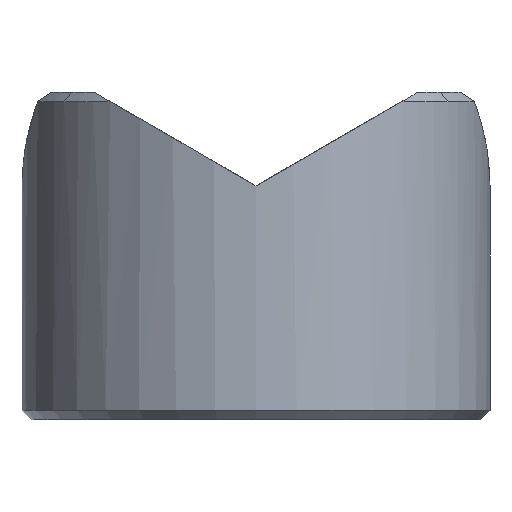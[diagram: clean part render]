
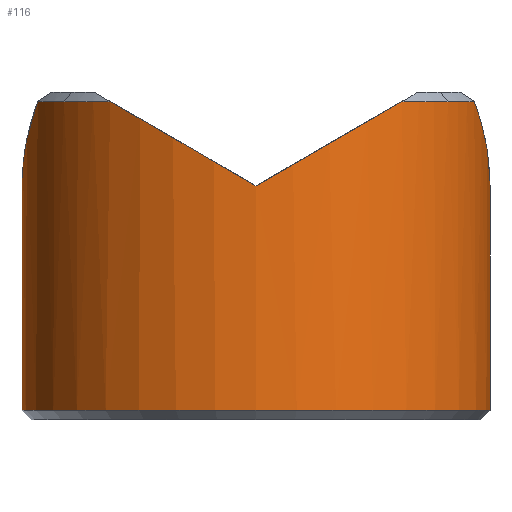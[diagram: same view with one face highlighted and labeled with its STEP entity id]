
A CAD part, front view. The second image highlights one B-rep face of the part: STEP entity #116.
In plain terms, the highlighted cylindrical face has radius 25 mm (diameter 50 mm), a partial arc.
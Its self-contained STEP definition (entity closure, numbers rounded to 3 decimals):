
#116=ADVANCED_FACE('',(#229),#230,.T.);
#229=FACE_OUTER_BOUND('',#336,.T.);
#230=CYLINDRICAL_SURFACE('',#337,25.0);
#336=EDGE_LOOP('',(#602,#603,#604,#605,#606,#607,#608,#609,#610,#611,#612));
#337=AXIS2_PLACEMENT_3D('',#613,#614,#615);
#602=ORIENTED_EDGE('',*,*,#714,.T.);
#603=ORIENTED_EDGE('',*,*,#694,.T.);
#604=ORIENTED_EDGE('',*,*,#709,.F.);
#605=ORIENTED_EDGE('',*,*,#741,.F.);
#606=ORIENTED_EDGE('',*,*,#672,.T.);
#607=ORIENTED_EDGE('',*,*,#659,.T.);
#608=ORIENTED_EDGE('',*,*,#748,.F.);
#609=ORIENTED_EDGE('',*,*,#763,.F.);
#610=ORIENTED_EDGE('',*,*,#764,.T.);
#611=ORIENTED_EDGE('',*,*,#715,.T.);
#612=ORIENTED_EDGE('',*,*,#756,.F.);
#613=CARTESIAN_POINT('',(0.0,0.0,0.0));
#614=DIRECTION('',(0.0,0.0,1.0));
#615=DIRECTION('',(1.0,0.0,0.0));
#659=EDGE_CURVE('',#783,#780,#784,.T.);
#672=EDGE_CURVE('',#797,#783,#804,.T.);
#694=EDGE_CURVE('',#842,#839,#843,.T.);
#709=EDGE_CURVE('',#864,#839,#866,.T.);
#714=EDGE_CURVE('',#827,#842,#871,.T.);
#715=EDGE_CURVE('',#872,#824,#873,.T.);
#741=EDGE_CURVE('',#797,#864,#906,.T.);
#748=EDGE_CURVE('',#913,#780,#915,.T.);
#756=EDGE_CURVE('',#827,#824,#925,.T.);
#763=EDGE_CURVE('',#932,#913,#933,.T.);
#764=EDGE_CURVE('',#932,#872,#934,.T.);
#780=VERTEX_POINT('',#952);
#783=VERTEX_POINT('',#955);
#784=ELLIPSE('',#956,28.868,25.0);
#797=VERTEX_POINT('',#972);
#804=ELLIPSE('',#981,28.868,25.0);
#824=VERTEX_POINT('',#1007);
#827=VERTEX_POINT('',#1011);
#839=VERTEX_POINT('',#1024);
#842=VERTEX_POINT('',#1029);
#843=ELLIPSE('',#1030,35.355,25.0);
#864=VERTEX_POINT('',#1056);
#866=CIRCLE('',#1059,25.0);
#871=LINE('',#1064,#1065);
#872=VERTEX_POINT('',#1066);
#873=LINE('',#1067,#1068);
#906=CIRCLE('',#1110,25.0);
#913=VERTEX_POINT('',#1118);
#915=CIRCLE('',#1121,25.0);
#925=CIRCLE('',#1132,25.0);
#932=VERTEX_POINT('',#1140);
#933=CIRCLE('',#1141,25.0);
#934=ELLIPSE('',#1142,35.355,25.0);
#952=CARTESIAN_POINT('',(-15.588,-19.545,34.0));
#955=CARTESIAN_POINT('',(0.0,-25.0,25.0));
#956=AXIS2_PLACEMENT_3D('',#1161,#1162,#1163);
#972=CARTESIAN_POINT('',(15.588,-19.545,34.0));
#981=AXIS2_PLACEMENT_3D('',#1184,#1185,#1186);
#1007=CARTESIAN_POINT('',(-25.0,0.,1.0));
#1011=CARTESIAN_POINT('',(25.0,0.,1.0));
#1024=CARTESIAN_POINT('',(23.324,-9.,34.0));
#1029=CARTESIAN_POINT('',(25.0,0.0,25.0));
#1030=AXIS2_PLACEMENT_3D('',#1218,#1219,#1220);
#1056=CARTESIAN_POINT('',(20.513,-14.29,34.0));
#1059=AXIS2_PLACEMENT_3D('',#1242,#1243,#1244);
#1064=CARTESIAN_POINT('',(25.0,0.,17.5));
#1065=VECTOR('',#1251,1.0);
#1066=CARTESIAN_POINT('',(-25.0,0.0,25.0));
#1067=CARTESIAN_POINT('',(-25.0,0.,17.5));
#1068=VECTOR('',#1252,1.0);
#1110=AXIS2_PLACEMENT_3D('',#1292,#1293,#1294);
#1118=CARTESIAN_POINT('',(-20.513,-14.29,34.0));
#1121=AXIS2_PLACEMENT_3D('',#1300,#1301,#1302);
#1132=AXIS2_PLACEMENT_3D('',#1313,#1314,#1315);
#1140=CARTESIAN_POINT('',(-23.324,-9.,34.0));
#1141=AXIS2_PLACEMENT_3D('',#1320,#1321,#1322);
#1142=AXIS2_PLACEMENT_3D('',#1323,#1324,#1325);
#1161=CARTESIAN_POINT('',(0.0,0.0,25.0));
#1162=DIRECTION('',(-0.5,0.,-0.866));
#1163=DIRECTION('',(0.866,0.0,-0.5));
#1184=CARTESIAN_POINT('',(0.0,0.0,25.0));
#1185=DIRECTION('',(0.5,0.,-0.866));
#1186=DIRECTION('',(0.866,0.0,0.5));
#1218=CARTESIAN_POINT('',(0.0,0.0,25.0));
#1219=DIRECTION('',(0.0,-0.707,-0.707));
#1220=DIRECTION('',(0.0,0.707,-0.707));
#1242=CARTESIAN_POINT('',(0.0,0.0,34.0));
#1243=DIRECTION('',(0.0,0.0,1.0));
#1244=DIRECTION('',(0.821,-0.572,0.0));
#1251=DIRECTION('',(0.0,0.0,1.0));
#1252=DIRECTION('',(-0.0,-0.0,-1.0));
#1292=CARTESIAN_POINT('',(0.0,0.0,34.0));
#1293=DIRECTION('',(0.0,0.0,1.0));
#1294=DIRECTION('',(0.821,-0.572,0.0));
#1300=CARTESIAN_POINT('',(0.0,0.0,34.0));
#1301=DIRECTION('',(0.0,0.0,1.0));
#1302=DIRECTION('',(-0.821,-0.572,0.0));
#1313=CARTESIAN_POINT('',(0.0,0.0,1.0));
#1314=DIRECTION('',(-0.0,0.0,-1.0));
#1315=DIRECTION('',(-1.0,0.0,0.0));
#1320=CARTESIAN_POINT('',(0.0,0.0,34.0));
#1321=DIRECTION('',(0.0,0.0,1.0));
#1322=DIRECTION('',(-0.821,-0.572,0.0));
#1323=CARTESIAN_POINT('',(0.0,0.0,25.0));
#1324=DIRECTION('',(0.0,-0.707,-0.707));
#1325=DIRECTION('',(0.0,0.707,-0.707));
